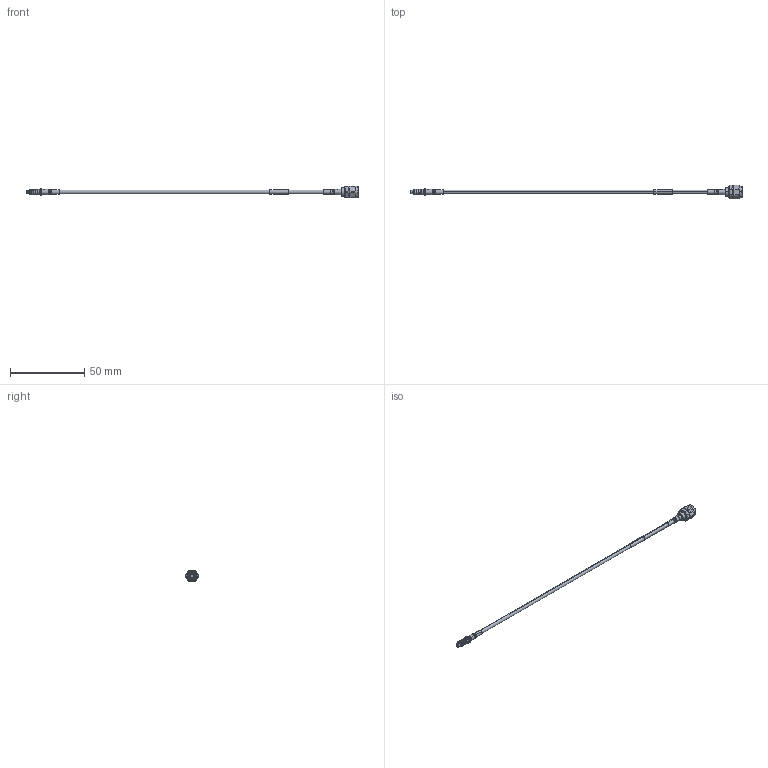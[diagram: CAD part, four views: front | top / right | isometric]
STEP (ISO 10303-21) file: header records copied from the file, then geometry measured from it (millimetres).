
FILE_DESCRIPTION (( 'STEP AP214' ), '1' );
FILE_NAME ('FMCA9738_3D.step', '2024-02-21T16:14:59', ( '' ), ( '' ), 'SwSTEP 2.0', 'SolidWorks 2022', '' );
FILE_SCHEMA (( 'AUTOMOTIVE_DESIGN' ));
Length unit declared in the file: inch
Products named in the file (6): PE44336 ¦ FMCN1556; CA-PE-P086_2_Heatshrink_LONG; 1AW01-003_.110 ID; PE-P086HF_8 in Length; FMCA9738_3D; PE45536
Assembly tree (6 placements, depth 2):
  FMCA9738_3D
    PE-P086HF_8 in Length
    1AW01-003_.110 ID
    PE45536
    PE44336 ¦ FMCN1556
    CA-PE-P086_2_Heatshrink_LONG  x2
Bounding box: 223.78 x 8.88 x 7.92 mm (x, y, z)
Volume: 1597.7 mm3; surface area: 3375.8 mm2
Topology: 8 solids, 8 shells, 240 faces, 577 edges, 365 vertices
Faces by surface type: cylinder 110, plane 63, cone 41, torus 20, bspline 6
Entity records: 10208 total; most frequent: CARTESIAN_POINT 4612, ORIENTED_EDGE 1066, DIRECTION 1061, EDGE_CURVE 533, AXIS2_PLACEMENT_3D 435, VERTEX_POINT 341, EDGE_LOOP 236, FACE_OUTER_BOUND 218
